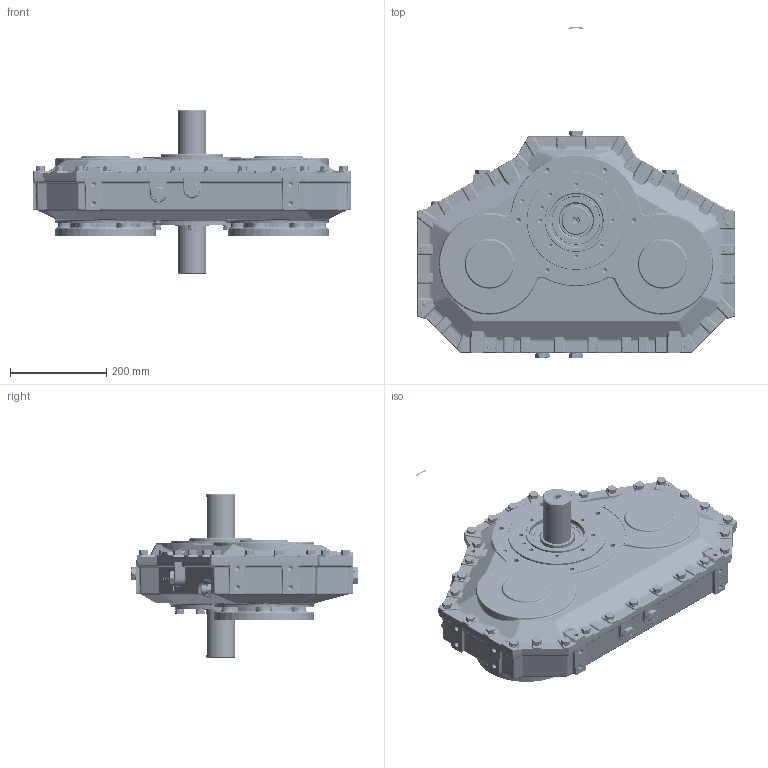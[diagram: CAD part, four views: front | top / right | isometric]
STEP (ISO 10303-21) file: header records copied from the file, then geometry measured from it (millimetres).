
FILE_DESCRIPTION (( 'STEP AP214' ), '1' );
FILE_NAME ('1029017AH.step', '2019-10-17T13:38:43', ( 'TDI' ), ( 'Twin Disc Inc' ), 'SwSTEP 2.0', 'SolidWorks 2017', '' );
FILE_SCHEMA (( 'AUTOMOTIVE_DESIGN' ));
Length unit declared in the file: millimetre
Products named in the file (8): IT4588040_rev00-installation; 1029017AH; IT2021216_rev03-installation; ITam230-018_rev00-installation; ITam230-002_rev00-installation; ITB00510000_rev01-installation; IT1042148-installation; IT1042052_rev00-installation
Assembly tree (9 placements, depth 2):
  1029017AH
    ITB00510000_rev01-installation
    IT2021216_rev03-installation  x2
    IT4588040_rev00-installation
    ITam230-002_rev00-installation
    IT1042052_rev00-installation  x2
    IT1042148-installation
    ITam230-018_rev00-installation
Bounding box: 660 x 690.04 x 342 mm (x, y, z)
Volume: 3747228.2 mm3; surface area: 2448377.6 mm2
Topology: 47 solids, 167 shells, 7379 faces, 17922 edges, 11201 vertices
Faces by surface type: plane 2766, cylinder 2328, bspline 1269, cone 575, torus 335, sphere 106
Entity records: 294450 total; most frequent: CARTESIAN_POINT 85656, ORIENTED_EDGE 29930, DIRECTION 27175, EDGE_CURVE 14968, AXIS2_PLACEMENT_3D 10028, VERTEX_POINT 9363, LINE 7119, VECTOR 7119
